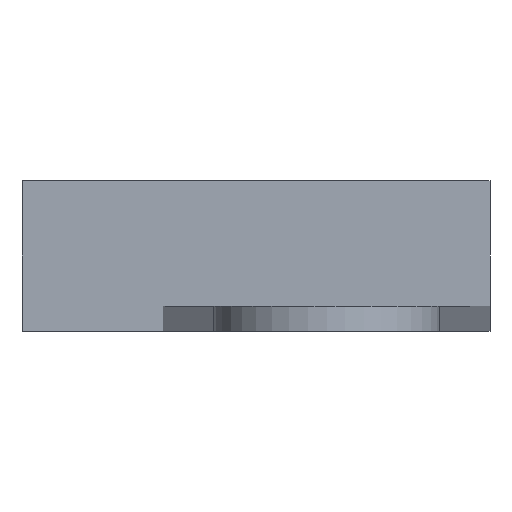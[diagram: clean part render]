
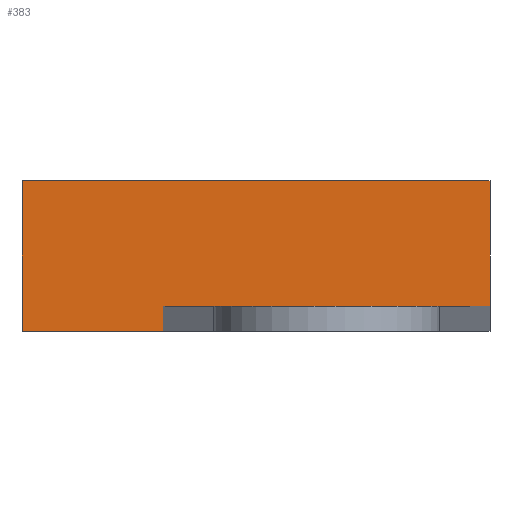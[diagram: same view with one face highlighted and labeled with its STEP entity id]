
A CAD part, left-side view. The second image highlights one B-rep face of the part: STEP entity #383.
In plain terms, the highlighted planar face has unit normal (-1, 0, 0).
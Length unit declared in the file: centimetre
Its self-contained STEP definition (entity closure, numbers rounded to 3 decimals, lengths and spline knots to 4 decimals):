
#24=PLANE('',#414);
#43=LINE('',#578,#78);
#50=LINE('',#595,#85);
#51=LINE('',#598,#86);
#52=LINE('',#600,#87);
#53=LINE('',#602,#88);
#54=LINE('',#603,#89);
#78=VECTOR('',#470,0.2);
#85=VECTOR('',#487,2.6);
#86=VECTOR('',#490,1.);
#87=VECTOR('',#491,3.723);
#88=VECTOR('',#492,1.2);
#89=VECTOR('',#493,1.123);
#125=FACE_OUTER_BOUND('',#149,.T.);
#149=EDGE_LOOP('',(#308,#309,#310,#311,#312,#313));
#196=VERTEX_POINT('',#574);
#198=VERTEX_POINT('',#577);
#202=VERTEX_POINT('',#589);
#204=VERTEX_POINT('',#597);
#205=VERTEX_POINT('',#599);
#206=VERTEX_POINT('',#601);
#236=EDGE_CURVE('',#198,#196,#43,.T.);
#245=EDGE_CURVE('',#196,#202,#50,.T.);
#246=EDGE_CURVE('',#202,#204,#51,.T.);
#247=EDGE_CURVE('',#205,#204,#52,.T.);
#248=EDGE_CURVE('',#206,#205,#53,.T.);
#249=EDGE_CURVE('',#206,#198,#54,.T.);
#308=ORIENTED_EDGE('',*,*,#236,.T.);
#309=ORIENTED_EDGE('',*,*,#245,.T.);
#310=ORIENTED_EDGE('',*,*,#246,.T.);
#311=ORIENTED_EDGE('',*,*,#247,.F.);
#312=ORIENTED_EDGE('',*,*,#248,.F.);
#313=ORIENTED_EDGE('',*,*,#249,.T.);
#383=ADVANCED_FACE('',(#125),#24,.T.);
#414=AXIS2_PLACEMENT_3D('',#596,#488,#489);
#470=DIRECTION('',(0.,0.,1.));
#487=DIRECTION('',(0.,-1.,0.));
#488=DIRECTION('center_axis',(-1.,0.,0.));
#489=DIRECTION('ref_axis',(0.,0.,-1.));
#490=DIRECTION('',(0.,0.,1.));
#491=DIRECTION('',(0.,-1.,0.));
#492=DIRECTION('',(0.,0.,1.));
#493=DIRECTION('',(0.,-1.,0.));
#574=CARTESIAN_POINT('',(-0.98,2.43,-4.3));
#577=CARTESIAN_POINT('',(-0.98,2.43,-4.5));
#578=CARTESIAN_POINT('',(-0.98,2.43,-3.8));
#589=CARTESIAN_POINT('',(-0.98,-0.17,-4.3));
#595=CARTESIAN_POINT('',(-0.98,2.3415,-4.3));
#596=CARTESIAN_POINT('Origin',(-0.98,3.553,-3.3));
#597=CARTESIAN_POINT('',(-0.98,-0.17,-3.3));
#598=CARTESIAN_POINT('',(-0.98,-0.17,-4.5));
#599=CARTESIAN_POINT('',(-0.98,3.553,-3.3));
#600=CARTESIAN_POINT('',(-0.98,3.553,-3.3));
#601=CARTESIAN_POINT('',(-0.98,3.553,-4.5));
#602=CARTESIAN_POINT('',(-0.98,3.553,-4.5));
#603=CARTESIAN_POINT('',(-0.98,3.553,-4.5));
